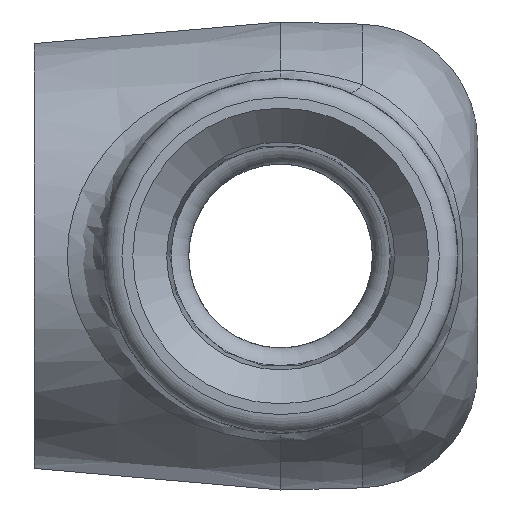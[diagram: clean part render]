
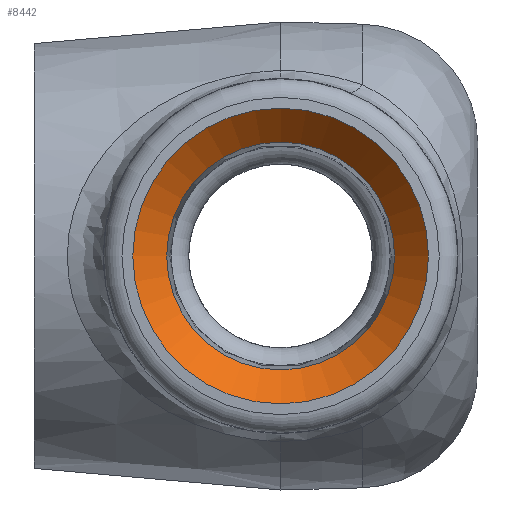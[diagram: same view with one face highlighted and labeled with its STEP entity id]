
A CAD part, left-side view. The second image highlights one B-rep face of the part: STEP entity #8442.
In plain terms, the highlighted conical face has half-angle 45 degrees and reference radius 10.547 mm.
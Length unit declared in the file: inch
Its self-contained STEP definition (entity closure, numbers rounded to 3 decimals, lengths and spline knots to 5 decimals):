
#28=CONICAL_SURFACE('',#8933,0.41525,0.785);
#1083=FACE_OUTER_BOUND('',#1555,.T.);
#1555=EDGE_LOOP('',(#7391,#7392,#7393,#7394,#7395,#7396));
#2350=LINE('',#15126,#3138);
#3138=VECTOR('',#10626,0.41525);
#3242=CIRCLE('',#8868,0.469);
#3243=CIRCLE('',#8869,0.469);
#3288=CIRCLE('',#8934,0.3615);
#3289=CIRCLE('',#8935,0.3615);
#4008=VERTEX_POINT('',#14351);
#4009=VERTEX_POINT('',#14353);
#4062=VERTEX_POINT('',#15125);
#4063=VERTEX_POINT('',#15127);
#5113=EDGE_CURVE('',#4008,#4009,#3242,.T.);
#5114=EDGE_CURVE('',#4009,#4008,#3243,.T.);
#5193=EDGE_CURVE('',#4009,#4062,#2350,.T.);
#5194=EDGE_CURVE('',#4063,#4062,#3288,.T.);
#5195=EDGE_CURVE('',#4062,#4063,#3289,.T.);
#7391=ORIENTED_EDGE('',*,*,#5113,.F.);
#7392=ORIENTED_EDGE('',*,*,#5114,.F.);
#7393=ORIENTED_EDGE('',*,*,#5193,.T.);
#7394=ORIENTED_EDGE('',*,*,#5194,.F.);
#7395=ORIENTED_EDGE('',*,*,#5195,.F.);
#7396=ORIENTED_EDGE('',*,*,#5193,.F.);
#8442=ADVANCED_FACE('',(#1083),#28,.F.);
#8868=AXIS2_PLACEMENT_3D('',#14354,#10485,#10486);
#8869=AXIS2_PLACEMENT_3D('',#14355,#10487,#10488);
#8933=AXIS2_PLACEMENT_3D('',#15124,#10624,#10625);
#8934=AXIS2_PLACEMENT_3D('',#15128,#10627,#10628);
#8935=AXIS2_PLACEMENT_3D('',#15129,#10629,#10630);
#10485=DIRECTION('center_axis',(1.,0.,0.));
#10486=DIRECTION('ref_axis',(0.,1.,0.));
#10487=DIRECTION('center_axis',(1.,0.,0.));
#10488=DIRECTION('ref_axis',(0.,1.,0.));
#10624=DIRECTION('center_axis',(-1.,0.,0.));
#10625=DIRECTION('ref_axis',(0.,1.,0.));
#10626=DIRECTION('',(0.707,0.707,0.));
#10627=DIRECTION('center_axis',(-1.,0.,0.));
#10628=DIRECTION('ref_axis',(0.,0.,1.));
#10629=DIRECTION('center_axis',(-1.,0.,0.));
#10630=DIRECTION('ref_axis',(0.,0.,1.));
#14351=CARTESIAN_POINT('',(-2.76271,0.469,0.));
#14353=CARTESIAN_POINT('',(-2.76271,-0.469,0.));
#14354=CARTESIAN_POINT('Origin',(-2.76271,0.,0.));
#14355=CARTESIAN_POINT('Origin',(-2.76271,0.,0.));
#15124=CARTESIAN_POINT('Origin',(-2.70896,0.,0.));
#15125=CARTESIAN_POINT('',(-2.65521,-0.3615,0.));
#15126=CARTESIAN_POINT('',(-2.70896,-0.41525,0.));
#15127=CARTESIAN_POINT('',(-2.65521,0.3615,0.));
#15128=CARTESIAN_POINT('Origin',(-2.65521,0.,0.));
#15129=CARTESIAN_POINT('Origin',(-2.65521,0.,0.));
